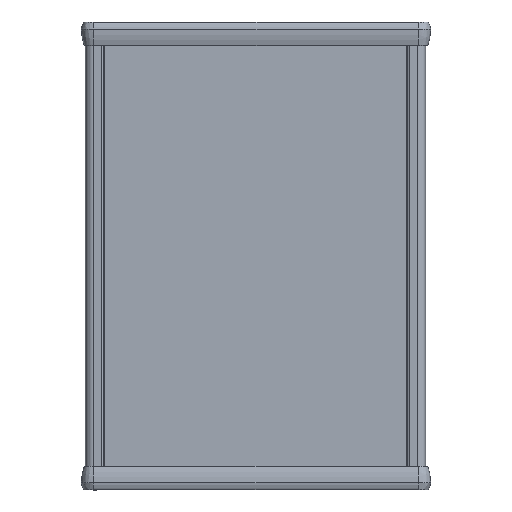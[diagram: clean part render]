
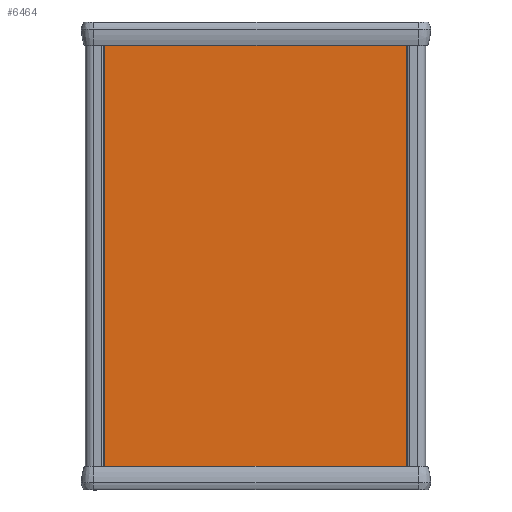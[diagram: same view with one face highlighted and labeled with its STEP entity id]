
A CAD part, top view. The second image highlights one B-rep face of the part: STEP entity #6464.
In plain terms, the highlighted face is planar.
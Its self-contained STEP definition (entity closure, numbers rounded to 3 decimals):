
#286=PLANE('',#7322);
#621=FACE_OUTER_BOUND('',#987,.T.);
#987=EDGE_LOOP('',(#5892,#5893,#5894,#5895));
#1532=LINE('',#11298,#2092);
#1536=LINE('',#11315,#2096);
#1548=LINE('',#11354,#2108);
#1549=LINE('',#11356,#2109);
#2092=VECTOR('',#9255,10.);
#2096=VECTOR('',#9269,10.);
#2108=VECTOR('',#9305,10.);
#2109=VECTOR('',#9308,10.);
#3100=VERTEX_POINT('',#11295);
#3101=VERTEX_POINT('',#11297);
#3108=VERTEX_POINT('',#11312);
#3109=VERTEX_POINT('',#11314);
#4026=EDGE_CURVE('',#3101,#3100,#1532,.T.);
#4034=EDGE_CURVE('',#3109,#3108,#1536,.T.);
#4055=EDGE_CURVE('',#3108,#3101,#1548,.T.);
#4056=EDGE_CURVE('',#3109,#3100,#1549,.T.);
#5892=ORIENTED_EDGE('',*,*,#4026,.T.);
#5893=ORIENTED_EDGE('',*,*,#4056,.F.);
#5894=ORIENTED_EDGE('',*,*,#4034,.T.);
#5895=ORIENTED_EDGE('',*,*,#4055,.T.);
#6464=ADVANCED_FACE('',(#621),#286,.T.);
#7322=AXIS2_PLACEMENT_3D('',#11355,#9306,#9307);
#9255=DIRECTION('',(-1.,0.,0.));
#9269=DIRECTION('',(1.,0.,0.));
#9305=DIRECTION('',(0.,0.,1.));
#9306=DIRECTION('center_axis',(0.,-1.,0.));
#9307=DIRECTION('ref_axis',(0.,0.,-1.));
#9308=DIRECTION('',(0.,0.,1.));
#11295=CARTESIAN_POINT('',(-30.516,0.,110.));
#11297=CARTESIAN_POINT('',(116.016,0.,110.));
#11298=CARTESIAN_POINT('',(-30.516,0.,110.));
#11312=CARTESIAN_POINT('',(116.016,0.,-110.));
#11314=CARTESIAN_POINT('',(-30.516,0.,-110.));
#11315=CARTESIAN_POINT('',(-30.516,0.,-110.));
#11354=CARTESIAN_POINT('',(116.016,0.,0.));
#11355=CARTESIAN_POINT('Origin',(42.75,0.,
0.));
#11356=CARTESIAN_POINT('',(-30.516,0.,0.));
